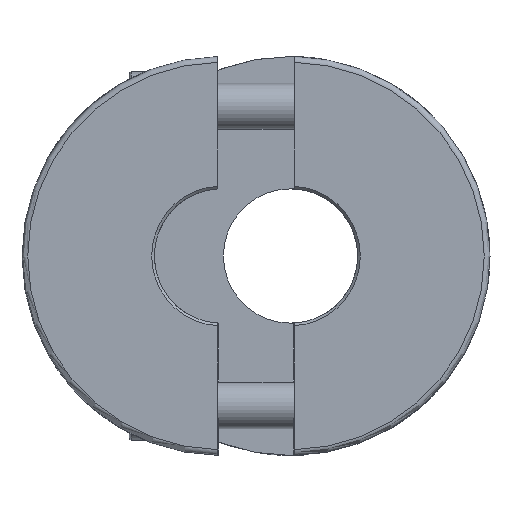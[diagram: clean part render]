
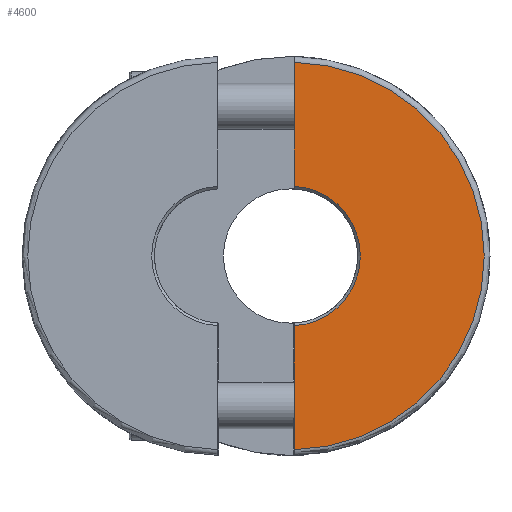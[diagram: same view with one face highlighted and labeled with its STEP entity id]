
A CAD part, left-side view. The second image highlights one B-rep face of the part: STEP entity #4600.
In plain terms, the highlighted planar face has unit normal (-1, 0, 0).
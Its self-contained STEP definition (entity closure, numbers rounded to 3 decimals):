
#74 = ORIENTED_EDGE ( 'NONE', *, *, #3575, .F. ) ;
#484 = VERTEX_POINT ( 'NONE', #1279 ) ;
#553 = CARTESIAN_POINT ( 'NONE',  ( -40.25, -1., 50.49 ) ) ;
#752 = EDGE_LOOP ( 'NONE', ( #74, #4003, #1079, #2296 ) ) ;
#791 = PLANE ( 'NONE',  #6710 ) ;
#1079 = ORIENTED_EDGE ( 'NONE', *, *, #1081, .F. ) ;
#1081 = EDGE_CURVE ( 'NONE', #1253, #5280, #2123, .T. ) ;
#1253 = VERTEX_POINT ( 'NONE', #4441 ) ;
#1279 = CARTESIAN_POINT ( 'NONE',  ( -40.25, -1., -50.49 ) ) ;
#2123 = LINE ( 'NONE', #3821, #2501 ) ;
#2296 = ORIENTED_EDGE ( 'NONE', *, *, #3954, .T. ) ;
#2423 = AXIS2_PLACEMENT_3D ( 'NONE', #4095, #6982, #5219 ) ;
#2501 = VECTOR ( 'NONE', #7068, 1000. ) ;
#3527 = VECTOR ( 'NONE', #6858, 1000. ) ;
#3575 = EDGE_CURVE ( 'NONE', #484, #6299, #6202, .T. ) ;
#3821 = CARTESIAN_POINT ( 'NONE',  ( -40.25, -1., 0. ) ) ;
#3954 = EDGE_CURVE ( 'NONE', #1253, #6299, #4623, .T. ) ;
#4003 = ORIENTED_EDGE ( 'NONE', *, *, #4111, .T. ) ;
#4041 = CIRCLE ( 'NONE', #5765, 50.5 ) ;
#4095 = CARTESIAN_POINT ( 'NONE',  ( -40.25, 0., 0. ) ) ;
#4111 = EDGE_CURVE ( 'NONE', #484, #5280, #4041, .T. ) ;
#4218 = FACE_OUTER_BOUND ( 'NONE', #752, .T. ) ;
#4441 = CARTESIAN_POINT ( 'NONE',  ( -40.25, -1., 18.173 ) ) ;
#4600 = ADVANCED_FACE ( 'NONE', ( #4218 ), #791, .F. ) ;
#4623 = CIRCLE ( 'NONE', #2423, 18.2 ) ;
#4651 = DIRECTION ( 'NONE',  ( 1., 0., 0. ) ) ;
#4663 = CARTESIAN_POINT ( 'NONE',  ( -40.25, -1., 0. ) ) ;
#4716 = CARTESIAN_POINT ( 'NONE',  ( -40.25, 0., 0. ) ) ;
#5219 = DIRECTION ( 'NONE',  ( 0., 0., -1. ) ) ;
#5280 = VERTEX_POINT ( 'NONE', #553 ) ;
#5765 = AXIS2_PLACEMENT_3D ( 'NONE', #6478, #6507, #5889 ) ;
#5825 = DIRECTION ( 'NONE',  ( 0., 0., -1. ) ) ;
#5889 = DIRECTION ( 'NONE',  ( 0., 0., -1. ) ) ;
#6028 = CARTESIAN_POINT ( 'NONE',  ( -40.25, -1., -18.173 ) ) ;
#6202 = LINE ( 'NONE', #4663, #3527 ) ;
#6299 = VERTEX_POINT ( 'NONE', #6028 ) ;
#6478 = CARTESIAN_POINT ( 'NONE',  ( -40.25, 0., 0. ) ) ;
#6507 = DIRECTION ( 'NONE',  ( -1., 0., 0. ) ) ;
#6710 = AXIS2_PLACEMENT_3D ( 'NONE', #4716, #4651, #5825 ) ;
#6858 = DIRECTION ( 'NONE',  ( 0., 0., 1. ) ) ;
#6982 = DIRECTION ( 'NONE',  ( 1., 0., 0. ) ) ;
#7068 = DIRECTION ( 'NONE',  ( 0., 0., 1. ) ) ;
